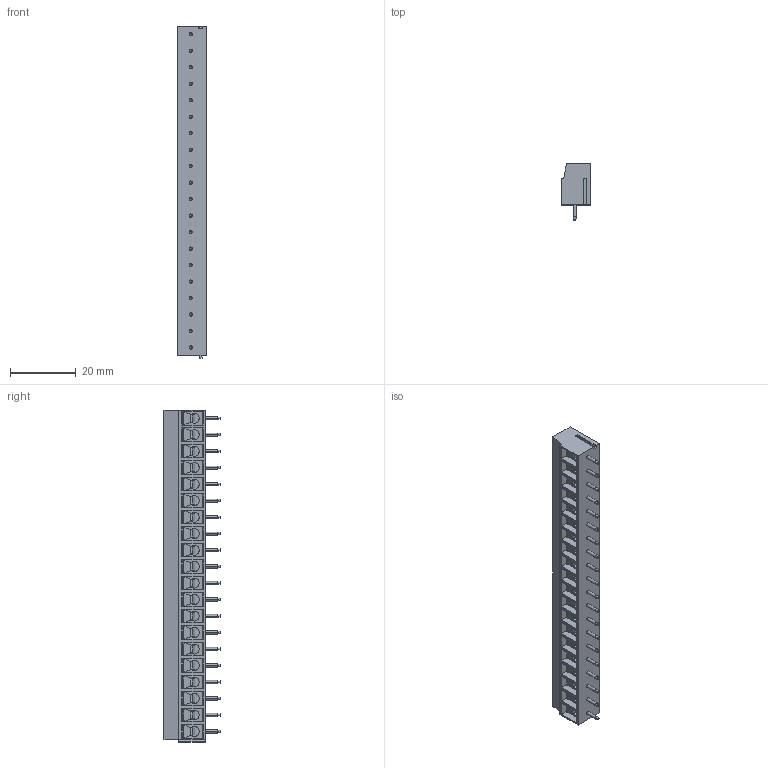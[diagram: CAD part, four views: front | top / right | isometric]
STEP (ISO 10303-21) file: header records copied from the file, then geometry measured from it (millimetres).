
FILE_DESCRIPTION((''),'2;1');
FILE_NAME('PRT0050','2024-10-19T',('yanfa'),(''),'PRO/ENGINEER BY PARAMETRIC TECHNOLOGY CORPORATION, 2009280','PRO/ENGINEER BY PARAMETRIC TECHNOLOGY CORPORATION, 2009280','');
FILE_SCHEMA(('AUTOMOTIVE_DESIGN_CC2 { 1 2 10303 214 -1 1 5 2 }'));
Length unit declared in the file: millimetre
Products named in the file (1): PRT0050
Bounding box: 9 x 17 x 100.68 mm (x, y, z)
Volume: 8694.3 mm3; surface area: 8481 mm2
Topology: 1 solids, 1 shells, 1324 faces, 3306 edges, 2084 vertices
Faces by surface type: plane 696, cylinder 388, cone 120, extrusion 80, torus 40
Entity records: 40113 total; most frequent: CARTESIAN_POINT 8500, ORIENTED_EDGE 6612, DIRECTION 6437, EDGE_CURVE 3306, AXIS2_PLACEMENT_3D 2180, VERTEX_POINT 2084, VECTOR 2077, LINE 1997
